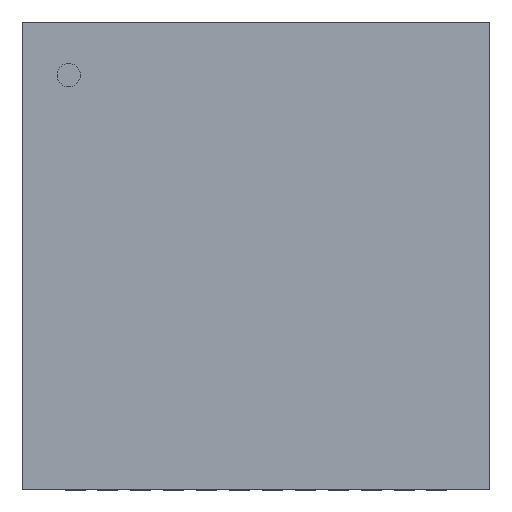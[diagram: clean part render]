
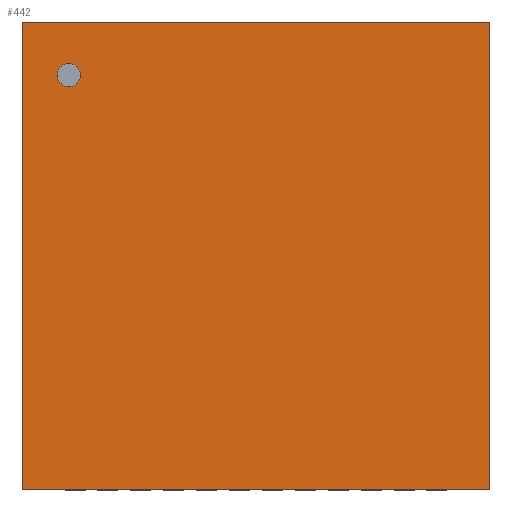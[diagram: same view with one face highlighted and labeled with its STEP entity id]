
A CAD part, top view. The second image highlights one B-rep face of the part: STEP entity #442.
In plain terms, the highlighted planar face has unit normal (0, 0, 1).
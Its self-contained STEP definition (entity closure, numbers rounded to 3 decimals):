
#321 = VERTEX_POINT('',#322);
#322 = CARTESIAN_POINT('',(3.556,-3.556,0.813));
#328 = EDGE_CURVE('',#329,#321,#331,.T.);
#329 = VERTEX_POINT('',#330);
#330 = CARTESIAN_POINT('',(-3.556,-3.556,0.813));
#331 = LINE('',#332,#333);
#332 = CARTESIAN_POINT('',(-3.556,-3.556,0.813));
#333 = VECTOR('',#334,1.);
#334 = DIRECTION('',(1.,0.,0.));
#359 = VERTEX_POINT('',#360);
#360 = CARTESIAN_POINT('',(3.556,3.556,0.813));
#366 = EDGE_CURVE('',#321,#359,#367,.T.);
#367 = LINE('',#368,#369);
#368 = CARTESIAN_POINT('',(3.556,-3.556,0.813));
#369 = VECTOR('',#370,1.);
#370 = DIRECTION('',(0.,1.,0.));
#390 = VERTEX_POINT('',#391);
#391 = CARTESIAN_POINT('',(-3.556,3.556,0.813));
#397 = EDGE_CURVE('',#359,#390,#398,.T.);
#398 = LINE('',#399,#400);
#399 = CARTESIAN_POINT('',(3.556,3.556,0.813));
#400 = VECTOR('',#401,1.);
#401 = DIRECTION('',(-1.,0.,0.));
#419 = EDGE_CURVE('',#390,#329,#420,.T.);
#420 = LINE('',#421,#422);
#421 = CARTESIAN_POINT('',(-3.556,3.556,0.813));
#422 = VECTOR('',#423,1.);
#423 = DIRECTION('',(0.,-1.,0.));
#442 = ADVANCED_FACE('',(#443),#449,.T.);
#443 = FACE_BOUND('',#444,.T.);
#444 = EDGE_LOOP('',(#445,#446,#447,#448));
#445 = ORIENTED_EDGE('',*,*,#328,.T.);
#446 = ORIENTED_EDGE('',*,*,#366,.T.);
#447 = ORIENTED_EDGE('',*,*,#397,.T.);
#448 = ORIENTED_EDGE('',*,*,#419,.T.);
#449 = PLANE('',#450);
#450 = AXIS2_PLACEMENT_3D('',#451,#452,#453);
#451 = CARTESIAN_POINT('',(-3.556,-3.556,0.813));
#452 = DIRECTION('',(0.,0.,1.));
#453 = DIRECTION('',(0.,1.,0.));
